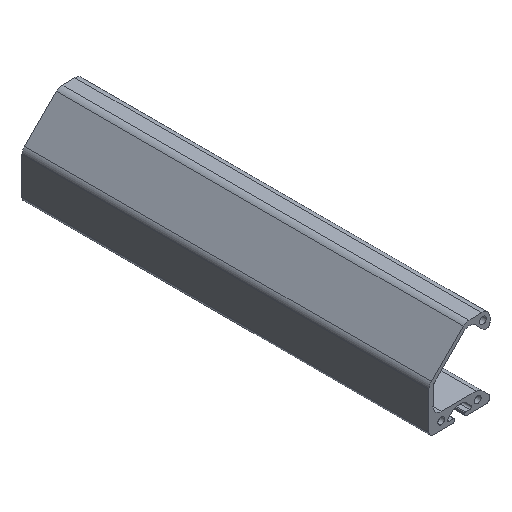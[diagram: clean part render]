
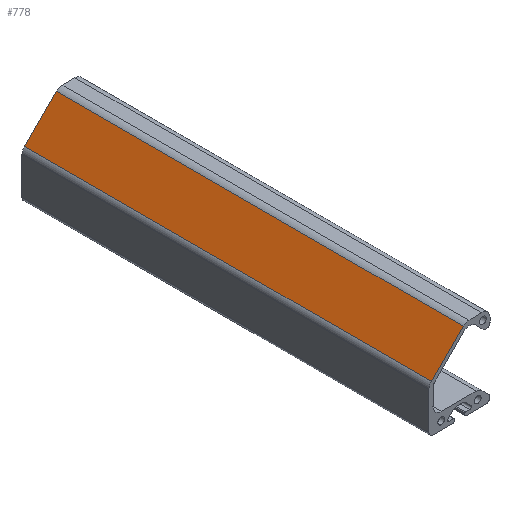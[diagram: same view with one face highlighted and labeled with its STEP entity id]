
A CAD part, isometric view. The second image highlights one B-rep face of the part: STEP entity #778.
In plain terms, the highlighted planar face has unit normal (-0.707, 0, 0.707).
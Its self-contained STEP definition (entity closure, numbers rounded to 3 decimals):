
#103=FACE_OUTER_BOUND('',#144,.T.);
#144=EDGE_LOOP('',(#578,#579,#580,#581));
#210=LINE('',#1226,#282);
#211=LINE('',#1230,#283);
#212=LINE('',#1232,#284);
#213=LINE('',#1233,#285);
#282=VECTOR('',#984,200.);
#283=VECTOR('',#989,22.142);
#284=VECTOR('',#990,200.);
#285=VECTOR('',#991,22.142);
#354=VERTEX_POINT('',#1223);
#355=VERTEX_POINT('',#1225);
#356=VERTEX_POINT('',#1229);
#357=VERTEX_POINT('',#1231);
#447=EDGE_CURVE('',#354,#355,#210,.T.);
#449=EDGE_CURVE('',#354,#356,#211,.T.);
#450=EDGE_CURVE('',#357,#356,#212,.T.);
#451=EDGE_CURVE('',#355,#357,#213,.T.);
#578=ORIENTED_EDGE('',*,*,#449,.T.);
#579=ORIENTED_EDGE('',*,*,#450,.F.);
#580=ORIENTED_EDGE('',*,*,#451,.F.);
#581=ORIENTED_EDGE('',*,*,#447,.F.);
#750=PLANE('',#837);
#778=ADVANCED_FACE('',(#103),#750,.T.);
#837=AXIS2_PLACEMENT_3D('',#1228,#987,#988);
#984=DIRECTION('',(0.,-1.,0.));
#987=DIRECTION('center_axis',(-0.707,0.,0.707));
#988=DIRECTION('ref_axis',(0.707,0.,0.707));
#989=DIRECTION('',(-0.707,0.,-0.707));
#990=DIRECTION('',(0.,1.,0.));
#991=DIRECTION('',(-0.707,0.,-0.707));
#1223=CARTESIAN_POINT('',(1.828,200.,18.828));
#1225=CARTESIAN_POINT('',(1.828,0.,18.828));
#1226=CARTESIAN_POINT('',(1.828,0.,18.828));
#1228=CARTESIAN_POINT('Origin',(-13.828,0.,3.172));
#1229=CARTESIAN_POINT('',(-13.828,200.,3.172));
#1230=CARTESIAN_POINT('',(-11.164,200.,5.836));
#1231=CARTESIAN_POINT('',(-13.828,0.,3.172));
#1232=CARTESIAN_POINT('',(-13.828,0.,3.172));
#1233=CARTESIAN_POINT('',(-11.164,0.,5.836));
